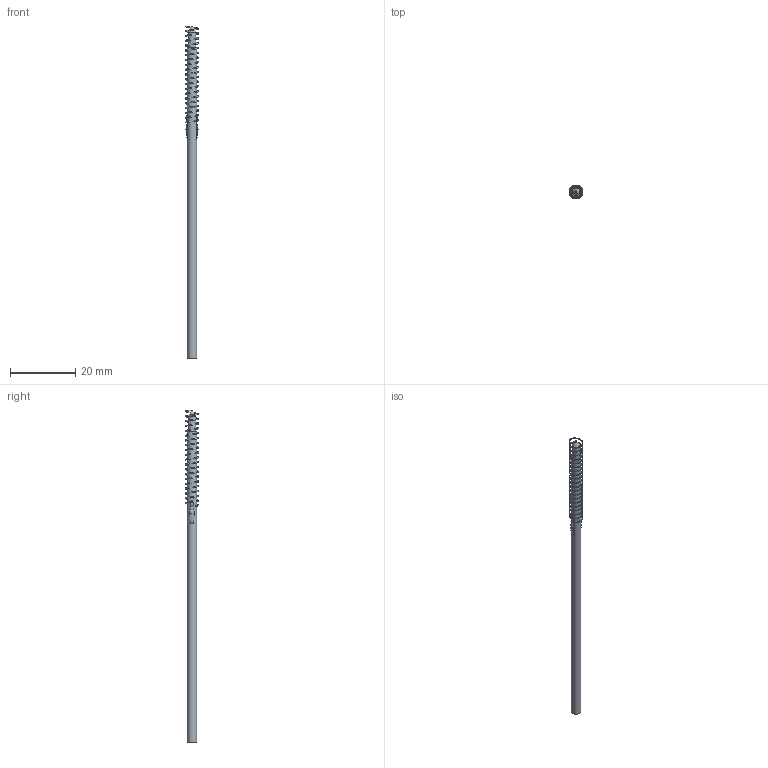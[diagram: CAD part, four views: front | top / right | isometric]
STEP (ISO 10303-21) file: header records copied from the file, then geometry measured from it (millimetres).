
FILE_DESCRIPTION(/* description */ ('STEP AP242','CAx-IF Rec.Pracs.---Representation and Presentation of Product Manufacturing Information (PMI)---4.0---2014-10-13','CAx-IF Rec.Pracs.---3D Tessellated Geometry---0.4---2014-09-14','2;1'),/* implementation_level */ '2;1');
FILE_NAME(/* name */ '66b5c1f773c0dc0087732201',/* time_stamp */ '2024-08-09T07:15:04Z',/* author */ (''),/* organization */ (''),/* preprocessor_version */ 'ST-DEVELOPER v20',/* originating_system */ ' ',/* authorisation */ ' ');
FILE_SCHEMA (('AP242_MANAGED_MODEL_BASED_3D_ENGINEERING_MIM_LF { 1 0 10303 442 1 1 4 }'));
Length unit declared in the file: metre
Products named in the file (6): Part 5; Curve 1; Part 4; Part 3; Part 2; Part 1
Bounding box: 4.2 x 4.2 x 101.65 mm (x, y, z)
Volume: 232.7 mm3; surface area: 1821.7 mm2
Topology: 5 solids, 5 shells, 32 faces, 69 edges, 48 vertices
Faces by surface type: plane 16, torus 8, cylinder 5, bspline 1, sphere 1, cone 1
Full cylindrical faces by diameter (mm): 0.5 x2, 2.4 x2, 2.9 x1
Entity records: 3279 total; most frequent: CARTESIAN_POINT 2467, DIRECTION 166, ORIENTED_EDGE 100, AXIS2_PLACEMENT_3D 79, EDGE_CURVE 50, FACE_BOUND 49, EDGE_LOOP 48, CIRCLE 42
